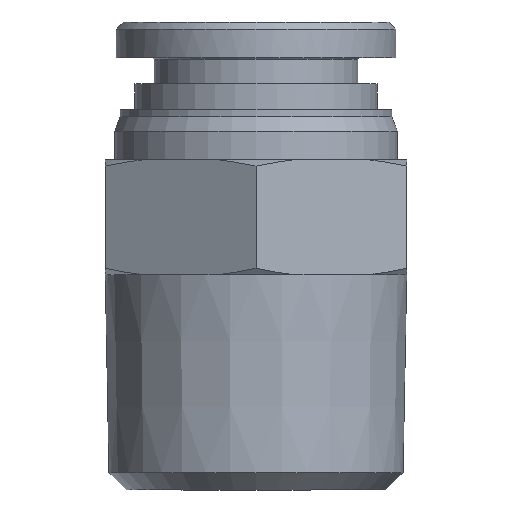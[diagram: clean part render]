
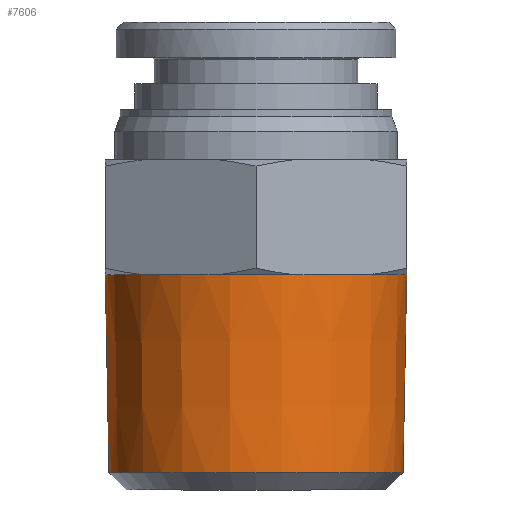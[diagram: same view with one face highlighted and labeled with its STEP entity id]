
A CAD part, left-side view. The second image highlights one B-rep face of the part: STEP entity #7606.
In plain terms, the highlighted conical face has half-angle 1.06 degrees and reference radius 10.361 mm.
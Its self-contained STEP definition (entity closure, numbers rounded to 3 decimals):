
#5682=CARTESIAN_POINT('',(-10.5,15.0,0.0));
#5683=VERTEX_POINT('',#5682);
#7324=CARTESIAN_POINT('',(10.5,15.0,0.));
#7325=VERTEX_POINT('',#7324);
#7534=CARTESIAN_POINT('',(-10.245,1.2,0.));
#7535=VERTEX_POINT('',#7534);
#7536=CARTESIAN_POINT('',(0.,1.2,0.));
#7537=DIRECTION('',(0.0,-1.0,0.0));
#7538=DIRECTION('',(1.0,0.0,0.0));
#7539=AXIS2_PLACEMENT_3D('',#7536,#7537,#7538);
#7540=CIRCLE('',#7539,10.245);
#7541=EDGE_CURVE('',#7535,#7535,#7540,.T.);
#7546=CARTESIAN_POINT('',(0.,7.5,0.0));
#7547=DIRECTION('',(0.,1.0,0.0));
#7548=DIRECTION('',(-1.0,0.0,0.0));
#7549=AXIS2_PLACEMENT_3D('',#7546,#7547,#7548);
#7550=CONICAL_SURFACE('',#7549,10.361,1.06);
#7551=CARTESIAN_POINT('',(-5.25,15.0,9.093));
#7552=VERTEX_POINT('',#7551);
#7553=CARTESIAN_POINT('',(0.,15.,0.0));
#7554=DIRECTION('',(0.0,1.0,0.0));
#7555=DIRECTION('',(-1.0,0.0,0.0));
#7556=AXIS2_PLACEMENT_3D('',#7553,#7554,#7555);
#7557=CIRCLE('',#7556,10.5);
#7558=EDGE_CURVE('',#5683,#7552,#7557,.T.);
#7559=ORIENTED_EDGE('',*,*,#7558,.F.);
#7560=CARTESIAN_POINT('',(-5.25,15.0,-9.093));
#7561=VERTEX_POINT('',#7560);
#7562=CARTESIAN_POINT('',(0.,15.,0.0));
#7563=DIRECTION('',(0.0,1.0,0.0));
#7564=DIRECTION('',(-1.0,0.0,0.0));
#7565=AXIS2_PLACEMENT_3D('',#7562,#7563,#7564);
#7566=CIRCLE('',#7565,10.5);
#7567=EDGE_CURVE('',#7561,#5683,#7566,.T.);
#7568=ORIENTED_EDGE('',*,*,#7567,.F.);
#7569=CARTESIAN_POINT('',(5.25,15.0,-9.093));
#7570=VERTEX_POINT('',#7569);
#7571=CARTESIAN_POINT('',(0.,15.,0.0));
#7572=DIRECTION('',(0.0,1.0,0.0));
#7573=DIRECTION('',(-1.0,0.0,0.0));
#7574=AXIS2_PLACEMENT_3D('',#7571,#7572,#7573);
#7575=CIRCLE('',#7574,10.5);
#7576=EDGE_CURVE('',#7570,#7561,#7575,.T.);
#7577=ORIENTED_EDGE('',*,*,#7576,.F.);
#7578=CARTESIAN_POINT('',(0.,15.,0.0));
#7579=DIRECTION('',(0.0,1.0,0.0));
#7580=DIRECTION('',(-1.0,0.0,0.0));
#7581=AXIS2_PLACEMENT_3D('',#7578,#7579,#7580);
#7582=CIRCLE('',#7581,10.5);
#7583=EDGE_CURVE('',#7325,#7570,#7582,.T.);
#7584=ORIENTED_EDGE('',*,*,#7583,.F.);
#7585=CARTESIAN_POINT('',(5.25,15.0,9.093));
#7586=VERTEX_POINT('',#7585);
#7587=CARTESIAN_POINT('',(0.,15.,0.0));
#7588=DIRECTION('',(0.0,1.0,0.0));
#7589=DIRECTION('',(-1.0,0.0,0.0));
#7590=AXIS2_PLACEMENT_3D('',#7587,#7588,#7589);
#7591=CIRCLE('',#7590,10.5);
#7592=EDGE_CURVE('',#7586,#7325,#7591,.T.);
#7593=ORIENTED_EDGE('',*,*,#7592,.F.);
#7594=CARTESIAN_POINT('',(0.,15.,0.0));
#7595=DIRECTION('',(0.0,1.0,0.0));
#7596=DIRECTION('',(-1.0,0.0,0.0));
#7597=AXIS2_PLACEMENT_3D('',#7594,#7595,#7596);
#7598=CIRCLE('',#7597,10.5);
#7599=EDGE_CURVE('',#7552,#7586,#7598,.T.);
#7600=ORIENTED_EDGE('',*,*,#7599,.F.);
#7601=EDGE_LOOP('',(#7559,#7568,#7577,#7584,#7593,#7600));
#7602=FACE_OUTER_BOUND('',#7601,.T.);
#7603=ORIENTED_EDGE('',*,*,#7541,.F.);
#7604=EDGE_LOOP('',(#7603));
#7605=FACE_BOUND('',#7604,.T.);
#7606=ADVANCED_FACE('',(#7602,#7605),#7550,.T.);
